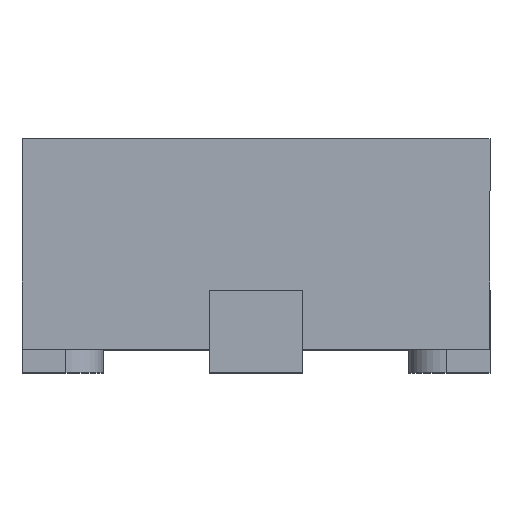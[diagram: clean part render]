
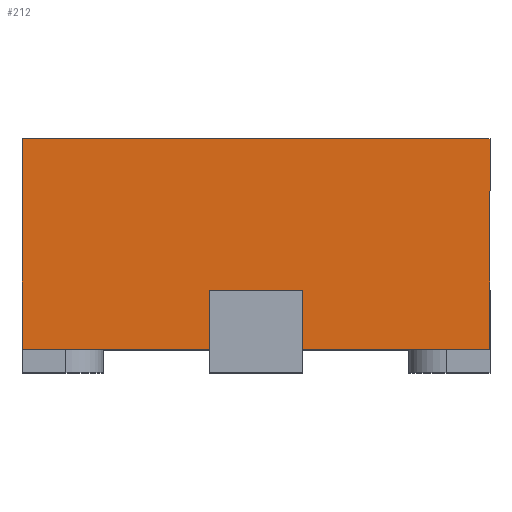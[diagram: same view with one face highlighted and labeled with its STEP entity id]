
A CAD part, top view. The second image highlights one B-rep face of the part: STEP entity #212.
In plain terms, the highlighted planar face has unit normal (0, 0, 1).
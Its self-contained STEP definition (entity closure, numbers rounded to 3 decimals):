
#9 = ORIENTED_EDGE ( 'NONE', *, *, #2025, .T. ) ;
#18 = DIRECTION ( 'NONE',  ( 0., -1., 0. ) ) ;
#89 = LINE ( 'NONE', #2164, #1497 ) ;
#95 = AXIS2_PLACEMENT_3D ( 'NONE', #388, #2199, #1486 ) ;
#132 = LINE ( 'NONE', #1185, #669 ) ;
#150 = PLANE ( 'NONE',  #95 ) ;
#212 = ADVANCED_FACE ( 'NONE', ( #239 ), #150, .F. ) ;
#213 = VERTEX_POINT ( 'NONE', #2661 ) ;
#239 = FACE_OUTER_BOUND ( 'NONE', #2065, .T. ) ;
#278 = CARTESIAN_POINT ( 'NONE',  ( 0.5, 0.05, 0.5 ) ) ;
#306 = EDGE_CURVE ( 'NONE', #1370, #1896, #2253, .T. ) ;
#308 = VECTOR ( 'NONE', #2387, 1000. ) ;
#388 = CARTESIAN_POINT ( 'NONE',  ( -0.5, 2.414, 0.5 ) ) ;
#422 = CARTESIAN_POINT ( 'NONE',  ( 0.1, 0.175, 0.5 ) ) ;
#432 = LINE ( 'NONE', #2743, #2615 ) ;
#480 = EDGE_CURVE ( 'NONE', #213, #2816, #432, .T. ) ;
#576 = ORIENTED_EDGE ( 'NONE', *, *, #2038, .F. ) ;
#577 = DIRECTION ( 'NONE',  ( 0., -1., 0. ) ) ;
#597 = CARTESIAN_POINT ( 'NONE',  ( -0.5, 0.5, 0.5 ) ) ;
#606 = VERTEX_POINT ( 'NONE', #1222 ) ;
#664 = VERTEX_POINT ( 'NONE', #2123 ) ;
#665 = EDGE_CURVE ( 'NONE', #606, #2205, #132, .T. ) ;
#669 = VECTOR ( 'NONE', #1431, 1000. ) ;
#720 = ORIENTED_EDGE ( 'NONE', *, *, #480, .T. ) ;
#848 = CARTESIAN_POINT ( 'NONE',  ( -0.5, 2.414, 0.5 ) ) ;
#883 = VECTOR ( 'NONE', #2650, 1000. ) ;
#1067 = EDGE_CURVE ( 'NONE', #1370, #606, #1763, .T. ) ;
#1089 = ORIENTED_EDGE ( 'NONE', *, *, #1188, .T. ) ;
#1121 = CARTESIAN_POINT ( 'NONE',  ( -0.1, 0.05, 0.5 ) ) ;
#1185 = CARTESIAN_POINT ( 'NONE',  ( -0.5, 0.05, 0.5 ) ) ;
#1188 = EDGE_CURVE ( 'NONE', #1669, #213, #2059, .T. ) ;
#1222 = CARTESIAN_POINT ( 'NONE',  ( -0.5, 0.05, 0.5 ) ) ;
#1238 = DIRECTION ( 'NONE',  ( 1., 0., 0. ) ) ;
#1358 = CARTESIAN_POINT ( 'NONE',  ( 0.1, 0.175, 0.5 ) ) ;
#1370 = VERTEX_POINT ( 'NONE', #2137 ) ;
#1431 = DIRECTION ( 'NONE',  ( 1., 0., 0. ) ) ;
#1486 = DIRECTION ( 'NONE',  ( -1., 0., 0. ) ) ;
#1497 = VECTOR ( 'NONE', #1238, 1000. ) ;
#1501 = VECTOR ( 'NONE', #2855, 1000. ) ;
#1562 = ORIENTED_EDGE ( 'NONE', *, *, #665, .T. ) ;
#1573 = EDGE_CURVE ( 'NONE', #664, #2205, #2806, .T. ) ;
#1596 = ORIENTED_EDGE ( 'NONE', *, *, #1067, .T. ) ;
#1669 = VERTEX_POINT ( 'NONE', #422 ) ;
#1704 = CARTESIAN_POINT ( 'NONE',  ( 0.5, 2.414, 0.5 ) ) ;
#1733 = ORIENTED_EDGE ( 'NONE', *, *, #1573, .F. ) ;
#1763 = LINE ( 'NONE', #848, #2368 ) ;
#1830 = DIRECTION ( 'NONE',  ( 1., 0., 0. ) ) ;
#1832 = LINE ( 'NONE', #1704, #308 ) ;
#1896 = VERTEX_POINT ( 'NONE', #2124 ) ;
#1965 = CARTESIAN_POINT ( 'NONE',  ( -0.1, 0.175, 0.5 ) ) ;
#2025 = EDGE_CURVE ( 'NONE', #664, #1669, #89, .T. ) ;
#2038 = EDGE_CURVE ( 'NONE', #1896, #2816, #1832, .T. ) ;
#2059 = LINE ( 'NONE', #1358, #2470 ) ;
#2065 = EDGE_LOOP ( 'NONE', ( #1733, #9, #1089, #720, #576, #2902, #1596, #1562 ) ) ;
#2123 = CARTESIAN_POINT ( 'NONE',  ( -0.1, 0.175, 0.5 ) ) ;
#2124 = CARTESIAN_POINT ( 'NONE',  ( 0.5, 0.5, 0.5 ) ) ;
#2137 = CARTESIAN_POINT ( 'NONE',  ( -0.5, 0.5, 0.5 ) ) ;
#2164 = CARTESIAN_POINT ( 'NONE',  ( 0.1, 0.175, 0.5 ) ) ;
#2199 = DIRECTION ( 'NONE',  ( 0., 0., -1. ) ) ;
#2205 = VERTEX_POINT ( 'NONE', #1121 ) ;
#2253 = LINE ( 'NONE', #597, #883 ) ;
#2368 = VECTOR ( 'NONE', #577, 1000. ) ;
#2387 = DIRECTION ( 'NONE',  ( 0., -1., 0. ) ) ;
#2470 = VECTOR ( 'NONE', #18, 1000. ) ;
#2615 = VECTOR ( 'NONE', #1830, 1000. ) ;
#2650 = DIRECTION ( 'NONE',  ( 1., 0., 0. ) ) ;
#2661 = CARTESIAN_POINT ( 'NONE',  ( 0.1, 0.05, 0.5 ) ) ;
#2743 = CARTESIAN_POINT ( 'NONE',  ( -0.5, 0.05, 0.5 ) ) ;
#2806 = LINE ( 'NONE', #1965, #1501 ) ;
#2816 = VERTEX_POINT ( 'NONE', #278 ) ;
#2855 = DIRECTION ( 'NONE',  ( 0., -1., 0. ) ) ;
#2902 = ORIENTED_EDGE ( 'NONE', *, *, #306, .F. ) ;
